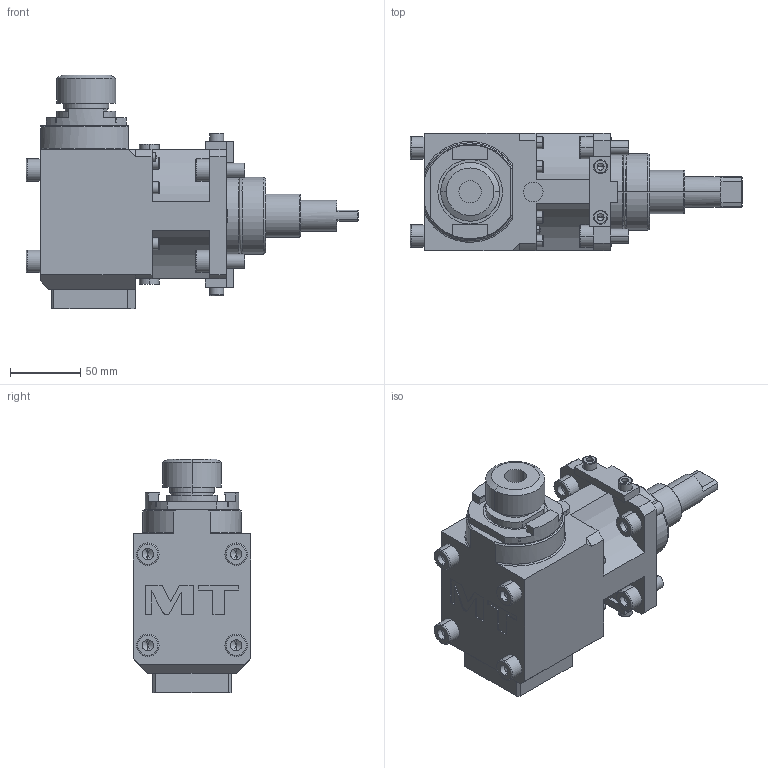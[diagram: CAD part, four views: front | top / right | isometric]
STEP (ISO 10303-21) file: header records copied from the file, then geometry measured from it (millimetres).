
FILE_DESCRIPTION((''),'2;1');
FILE_NAME('0050625L_CONF','2023-06-27T09:31:08',('gvalli'),('M.T. srl'),'CREO PARAMETRIC BY PTC INC, 2021072','CREO PARAMETRIC BY PTC INC, 2021072','');
FILE_SCHEMA(('CONFIG_CONTROL_DESIGN'));
Length unit declared in the file: millimetre
Products named in the file (1): 0050625L_CONF
Bounding box: 236.8 x 84 x 166.86 mm (x, y, z)
Volume: 1222896.4 mm3; surface area: 108412.4 mm2
Topology: 1 solids, 1 shells, 436 faces, 1029 edges, 631 vertices
Faces by surface type: plane 169, cylinder 165, cone 48, torus 48, sphere 4, extrusion 2
Entity records: 12847 total; most frequent: CARTESIAN_POINT 2617, DIRECTION 2284, ORIENTED_EDGE 1978, EDGE_CURVE 989, AXIS2_PLACEMENT_3D 885, VERTEX_POINT 631, EDGE_LOOP 520, VECTOR 514
